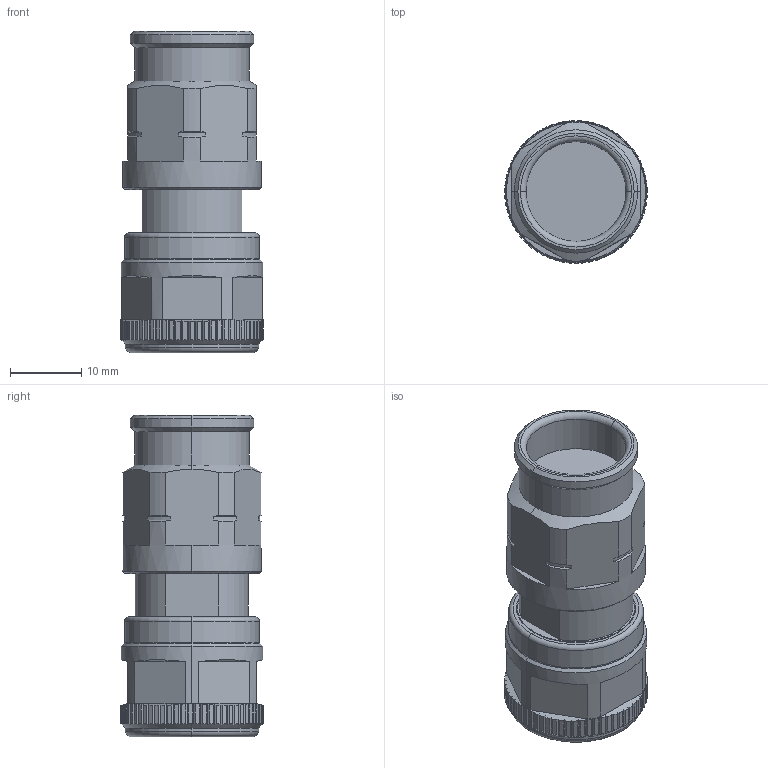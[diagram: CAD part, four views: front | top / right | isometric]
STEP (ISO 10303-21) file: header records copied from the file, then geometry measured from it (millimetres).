
FILE_DESCRIPTION (( 'STEP AP203' ), '1' );
FILE_NAME ('R161.037.020C.STEP', '2015-01-27T13:34:27', ( '' ), ( '' ), 'SwSTEP 2.0', 'SolidWorks 2014', '' );
FILE_SCHEMA (( 'CONFIG_CONTROL_DESIGN' ));
Length unit declared in the file: metre
Products named in the file (1): R161.037.020C
Bounding box: 20 x 20 x 45.09 mm (x, y, z)
Volume: 9016.2 mm3; surface area: 4849.4 mm2
Topology: 1 solids, 1 shells, 374 faces, 996 edges, 633 vertices
Faces by surface type: plane 205, cylinder 113, cone 38, torus 18
Entity records: 11779 total; most frequent: CARTESIAN_POINT 2691, ORIENTED_EDGE 1992, DIRECTION 1789, EDGE_CURVE 996, AXIS2_PLACEMENT_3D 639, VERTEX_POINT 633, VECTOR 511, LINE 511
